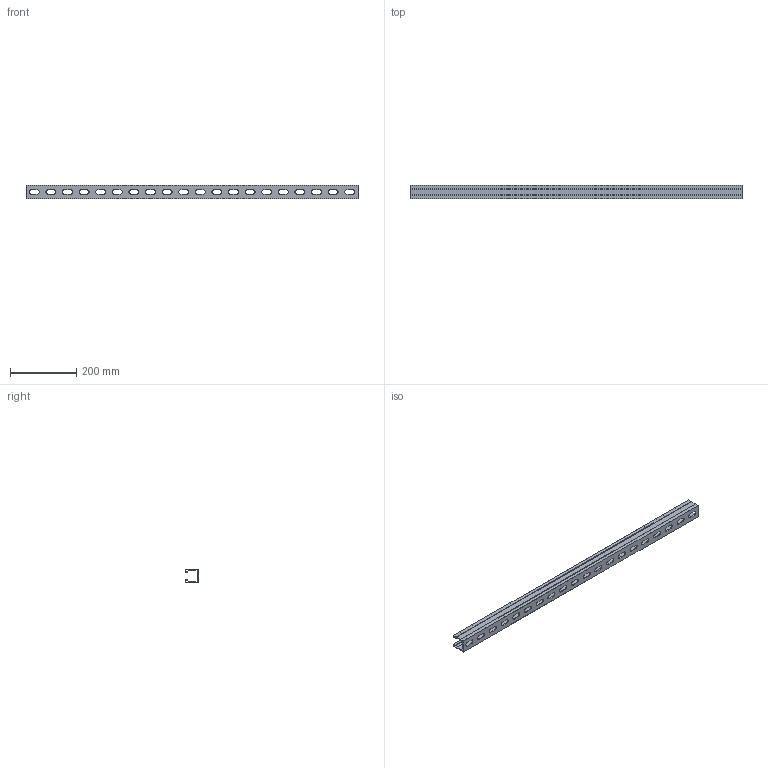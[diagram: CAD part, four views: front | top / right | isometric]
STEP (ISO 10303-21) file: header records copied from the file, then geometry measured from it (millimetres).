
FILE_DESCRIPTION(/* description */ (''),/* implementation_level */ '2;1');
FILE_NAME(/* name */ '',/* time_stamp */ '2023-05-16T10:20:43+03:00',/* author */ ('Man88'),/* organization */ (''),/* preprocessor_version */ 'ST-DEVELOPER v19.2',/* originating_system */ 'Autodesk Inventor 2023',/* authorisation */ '');
FILE_SCHEMA (('AUTOMOTIVE_DESIGN { 1 0 10303 214 3 1 1 }'));
Length unit declared in the file: millimetre
Products named in the file (1): STPU 41-41 -1000 2,5
Bounding box: 1000 x 41 x 41.3 mm (x, y, z)
Volume: 338460.8 mm3; surface area: 280252.7 mm2
Topology: 1 solids, 1 shells, 122 faces, 360 edges, 240 vertices
Faces by surface type: plane 66, cylinder 56
Entity records: 4350 total; most frequent: CARTESIAN_POINT 723, ORIENTED_EDGE 720, DIRECTION 718, EDGE_CURVE 360, LINE 248, VECTOR 248, VERTEX_POINT 240, AXIS2_PLACEMENT_3D 235
